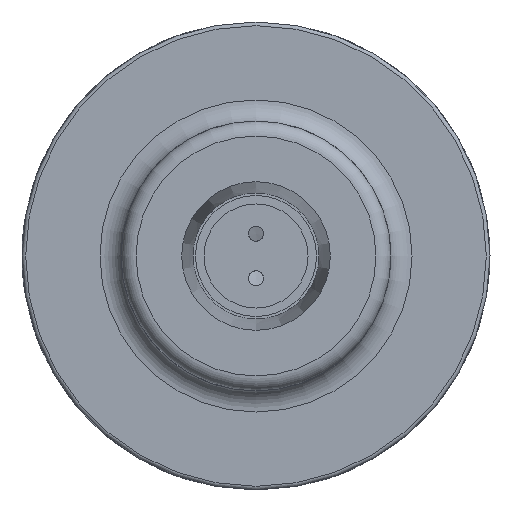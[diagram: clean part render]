
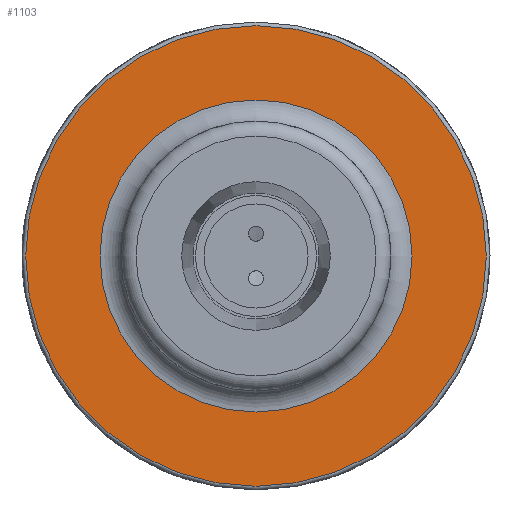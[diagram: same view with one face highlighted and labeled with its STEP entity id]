
A CAD part, left-side view. The second image highlights one B-rep face of the part: STEP entity #1103.
In plain terms, the highlighted planar face has unit normal (-1, 0, 0).
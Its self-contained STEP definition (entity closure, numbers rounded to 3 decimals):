
#1072=CARTESIAN_POINT('',(-22.,0.0,21.));
#1073=VERTEX_POINT('',#1072);
#1074=CARTESIAN_POINT('',(-22.,0.0,0.0));
#1075=DIRECTION('',(-1.0,0.0,0.0));
#1076=DIRECTION('',(0.0,0.0,1.0));
#1077=AXIS2_PLACEMENT_3D('',#1074,#1075,#1076);
#1078=CIRCLE('',#1077,21.);
#1079=EDGE_CURVE('',#1073,#1073,#1078,.T.);
#1084=CARTESIAN_POINT('',(-22.,31.5,0.0));
#1085=DIRECTION('',(-1.0,0.0,0.0));
#1086=DIRECTION('',(0.0,0.0,1.0));
#1087=AXIS2_PLACEMENT_3D('',#1084,#1085,#1086);
#1088=PLANE('',#1087);
#1089=CARTESIAN_POINT('',(-22.,31.,0.));
#1090=VERTEX_POINT('',#1089);
#1091=CARTESIAN_POINT('',(-22.,0.,0.0));
#1092=DIRECTION('',(1.0,0.0,0.0));
#1093=DIRECTION('',(0.0,-1.0,0.0));
#1094=AXIS2_PLACEMENT_3D('',#1091,#1092,#1093);
#1095=CIRCLE('',#1094,31.);
#1096=EDGE_CURVE('',#1090,#1090,#1095,.T.);
#1097=ORIENTED_EDGE('',*,*,#1096,.F.);
#1098=EDGE_LOOP('',(#1097));
#1099=FACE_OUTER_BOUND('',#1098,.T.);
#1100=ORIENTED_EDGE('',*,*,#1079,.F.);
#1101=EDGE_LOOP('',(#1100));
#1102=FACE_BOUND('',#1101,.T.);
#1103=ADVANCED_FACE('',(#1099,#1102),#1088,.T.);
